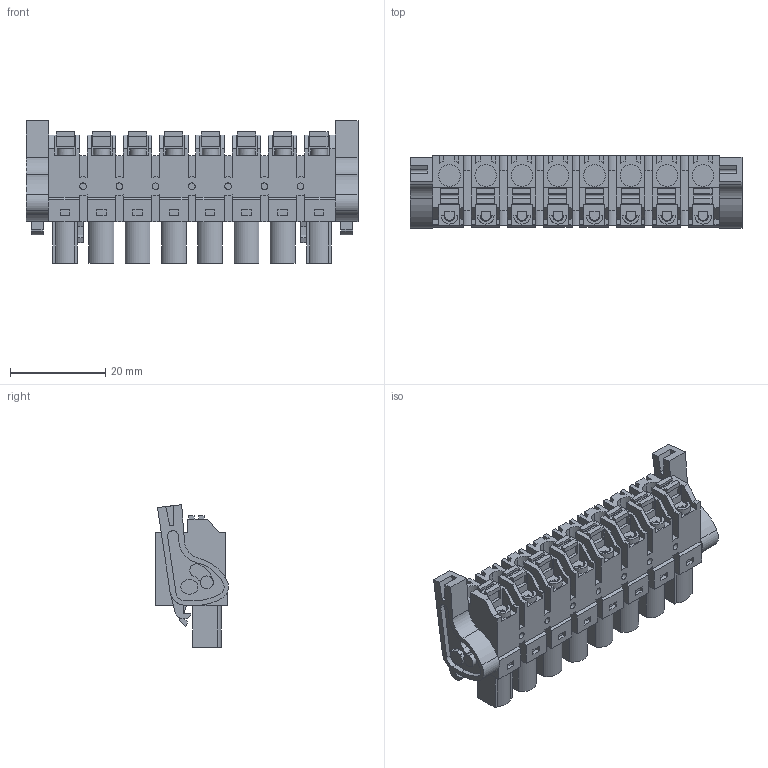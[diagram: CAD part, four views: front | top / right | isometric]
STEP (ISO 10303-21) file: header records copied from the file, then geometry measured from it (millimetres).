
FILE_DESCRIPTION(('CATIA V5 STEP Exchange','CAx-IF Rec.Pracs.--- Model Styling and Organization---1.2---2011-12-15'),'2;1');
FILE_NAME ('D1449883_0_1227440000_1227440000.stp','2017-04-08T10:39:04+00:00',('none'),('Weidmueller'),'CATIA Version 5-6 Release 2014','CATIA V5 STEP AP214','none');
FILE_SCHEMA(('AUTOMOTIVE_DESIGN { 1 0 10303 214 1 1 1 1 }'));
Length unit declared in the file: millimetre
Products named in the file (1): 1227440000
Bounding box: 69.78 x 15.31 x 29.96 mm (x, y, z)
Volume: 15179.6 mm3; surface area: 11050.5 mm2
Topology: 11 solids, 11 shells, 924 faces, 2600 edges, 1780 vertices
Faces by surface type: plane 698, cylinder 219, extrusion 7
Entity records: 27747 total; most frequent: CARTESIAN_POINT 5448, ORIENTED_EDGE 5200, DIRECTION 3543, EDGE_CURVE 2600, VECTOR 2017, LINE 2010, VERTEX_POINT 1780, AXIS2_PLACEMENT_3D 1014
